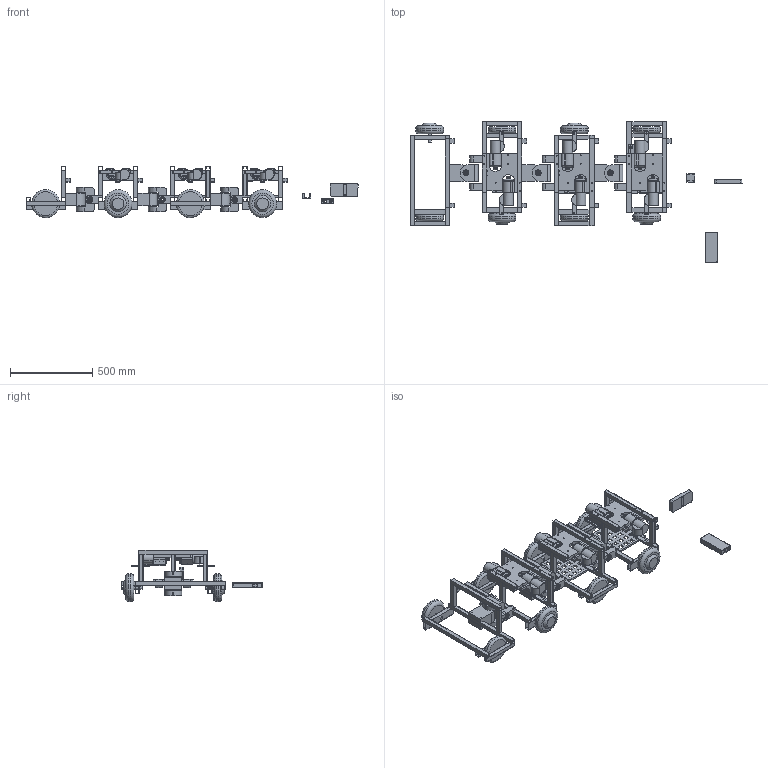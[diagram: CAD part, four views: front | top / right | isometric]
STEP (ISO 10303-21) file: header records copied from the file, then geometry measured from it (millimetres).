
FILE_DESCRIPTION(/* description */ (''),/* implementation_level */ '2;1');
FILE_NAME(/* name */ '0ff5e255-bc5d-45f8-86b6-2b3ee7242da4.stp',/* time_stamp */ '2022-08-08T07:46:40Z',/* author */ (''),/* organization */ (''),/* preprocessor_version */ 'ST-DEVELOPER v19',/* originating_system */ 'Autodesk Translation Framework v11.7.0.108',/* authorisation */ '');
FILE_SCHEMA (('AUTOMOTIVE_DESIGN { 1 0 10303 214 3 1 1 }'));
Length unit declared in the file: millimetre
Products named in the file (10): snakeBike02; segment1; segment2; segment3; segment4; upperModule; upperModule4; hook1; Electronics v10 v1 v1; BTS v1
Assembly tree (13 placements, depth 2):
  snakeBike02
    segment1
    segment2
    segment3
    segment4
    upperModule  x3
    upperModule4
    hook1  x3
    Electronics v10 v1 v1
    BTS v1
Bounding box: 2020.25 x 855.46 x 312.3 mm (x, y, z)
Volume: 25230805.3 mm3; surface area: 4816328.6 mm2
Topology: 106 solids, 106 shells, 1820 faces, 4479 edges, 2967 vertices
Faces by surface type: plane 1232, cylinder 507, torus 39, bspline 22, cone 20
Full cylindrical faces by diameter (mm): 2.8 x11, 3.8 x46, 5.4 x12, 6 x126, 7 x3, 8 x12, 9.6 x1, 10 x6, 15 x12, 16 x8, 20 x21, 21.897 x6, 26.25 x12, 30 x6, 34.6 x12, 35 x12, 40 x12, 62 x12, 170 x4, 170.008 x4
Entity records: 34307 total; most frequent: CARTESIAN_POINT 6426, ORIENTED_EDGE 5534, DIRECTION 5495, EDGE_CURVE 2767, LINE 2135, VECTOR 2135, VERTEX_POINT 1827, AXIS2_PLACEMENT_3D 1680
